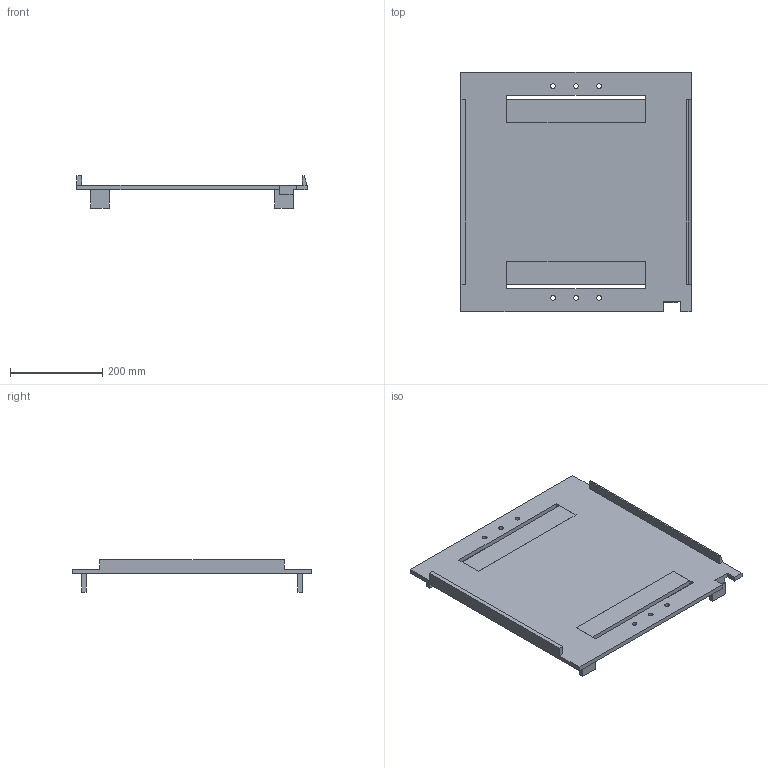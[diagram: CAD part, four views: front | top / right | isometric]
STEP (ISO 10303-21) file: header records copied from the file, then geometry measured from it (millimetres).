
FILE_DESCRIPTION(/* description */ (''),/* implementation_level */ '2;1');
FILE_NAME(/* name */ 'Bottom Tray.step',/* time_stamp */ '2023-02-19T15:30:05-08:00',/* author */ (''),/* organization */ (''),/* preprocessor_version */ 'ST-DEVELOPER v19.2',/* originating_system */ 'Autodesk Translation Framework v11.17.0.187',/* authorisation */ '');
FILE_SCHEMA (('AUTOMOTIVE_DESIGN { 1 0 10303 214 3 1 1 }'));
Length unit declared in the file: millimetre
Products named in the file (1): FusionComponent
Bounding box: 500 x 520 x 70 mm (x, y, z)
Volume: 2719290.3 mm3; surface area: 587091.1 mm2
Topology: 1 solids, 1 shells, 64 faces, 173 edges, 114 vertices
Faces by surface type: plane 58, cylinder 6
Full cylindrical faces by diameter (mm): 10 x6
Entity records: 2052 total; most frequent: CARTESIAN_POINT 352, ORIENTED_EDGE 346, DIRECTION 315, EDGE_CURVE 173, LINE 161, VECTOR 161, VERTEX_POINT 114, EDGE_LOOP 83
